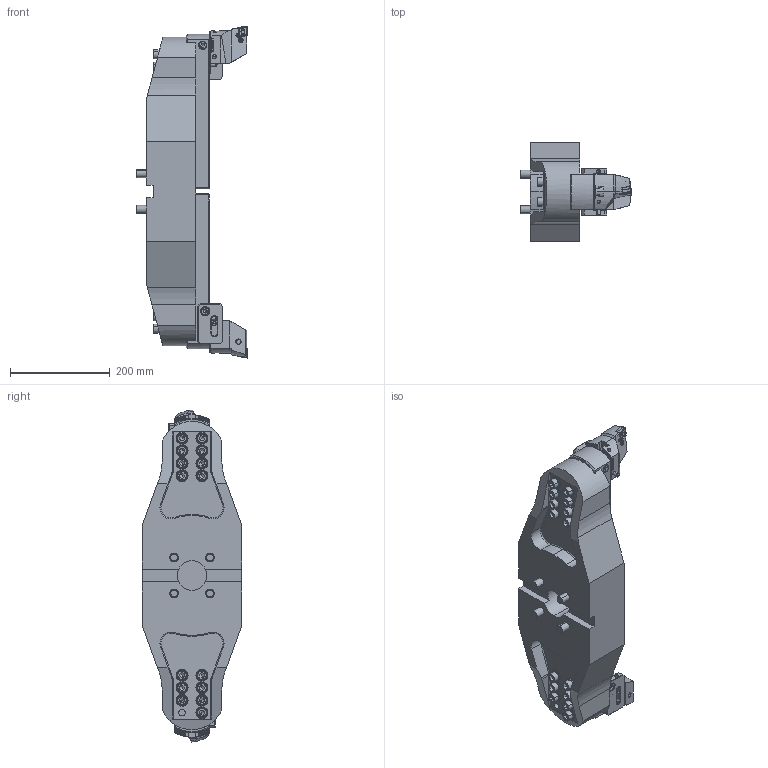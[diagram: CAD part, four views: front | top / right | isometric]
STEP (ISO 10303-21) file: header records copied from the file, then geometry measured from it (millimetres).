
FILE_DESCRIPTION (( 'STEP AP203' ), '1' );
FILE_NAME ('E62.060.063.080.STEP', '2018-03-09T08:37:26', ( 'SWIAdmin' ), ( 'Hewlett-Packard Company' ), 'SwSTEP 2.0', 'SolidWorks 2017', '' );
FILE_SCHEMA (( 'CONFIG_CONTROL_DESIGN' ));
Length unit declared in the file: millimetre
Products named in the file (30): CNMG190612; VK1-ER7.001.012; ISO 7090 - 12; ISO 4028 - M8 x 35; VK3-VK1.310.048; VK1-ER2.001.044_A; ISO 4762 - M12 x 80; ISO 8734 - 8 x 20 m6; VK1-WCF.101.075_A; VK1-ER3.001.028_A; DIN 179 - D12xD18x12; VK1-WCF.101.075; WCF-ER4.101.027_A; VK1-ER7.001.012_B; VK3-VK1.310.048_B; E62.060.063.080; WCF-ER3.101.000_A; ISO 8734 - 6 x 12; VK1-ER2.201.010_A_vorgespannt; WCF; DIN 7984 - M10 x 16; VK1-ER2.101.010_A; D60-VK3.063.080_B; WCF-ER1.101.000; DIN 6912 - M10 x 12; VK1-ER1.001.030_A; VK3-ER1.001.005_A; WCF-ER2.101.004_A; ISO 4766 - M6x12_ISO 4766 - M6 x 10; ISO 4762 - M16 x 80
Assembly tree (70 placements, depth 4):
  E62.060.063.080
    D60-VK3.063.080_B
    VK3-ER1.001.005_A
    ISO 4762 - M16 x 80  x4
    ISO 7090 - 12  x15
    ISO 4762 - M12 x 80  x15
    DIN 179 - D12xD18x12  x6
    VK3-VK1.310.048  x2
      VK3-VK1.310.048_B
      VK1-ER2.201.010_A_vorgespannt
      VK1-ER2.101.010_A
      VK1-ER1.001.030_A
      VK1-ER2.001.044_A
      VK1-ER3.001.028_A
      VK1-ER7.001.012
        VK1-ER7.001.012_B
        ISO 8734 - 6 x 12  x2
        DIN 7984 - M10 x 16
        DIN 6912 - M10 x 12
        ISO 4766 - M6x12_ISO 4766 - M6 x 10  x2
    VK1-WCF.101.075  x2
      VK1-WCF.101.075_A
      WCF
        WCF-ER4.101.027_A
        WCF-ER3.101.000_A
      WCF-ER1.101.000
      WCF-ER2.101.004_A
      CNMG190612
      ISO 4028 - M8 x 35
      ISO 8734 - 8 x 20 m6
Bounding box: 223.22 x 200 x 665.58 mm (x, y, z)
Volume: 8595720.8 mm3; surface area: 943904.6 mm2
Topology: 86 solids, 86 shells, 3665 faces, 9154 edges, 5678 vertices
Faces by surface type: plane 1810, cylinder 950, cone 490, bspline 210, torus 181, sphere 24
Entity records: 63703 total; most frequent: CARTESIAN_POINT 20683, ORIENTED_EDGE 8326, DIRECTION 7655, EDGE_CURVE 4163, AXIS2_PLACEMENT_3D 2673, VERTEX_POINT 2653, VECTOR 2309, LINE 2309
